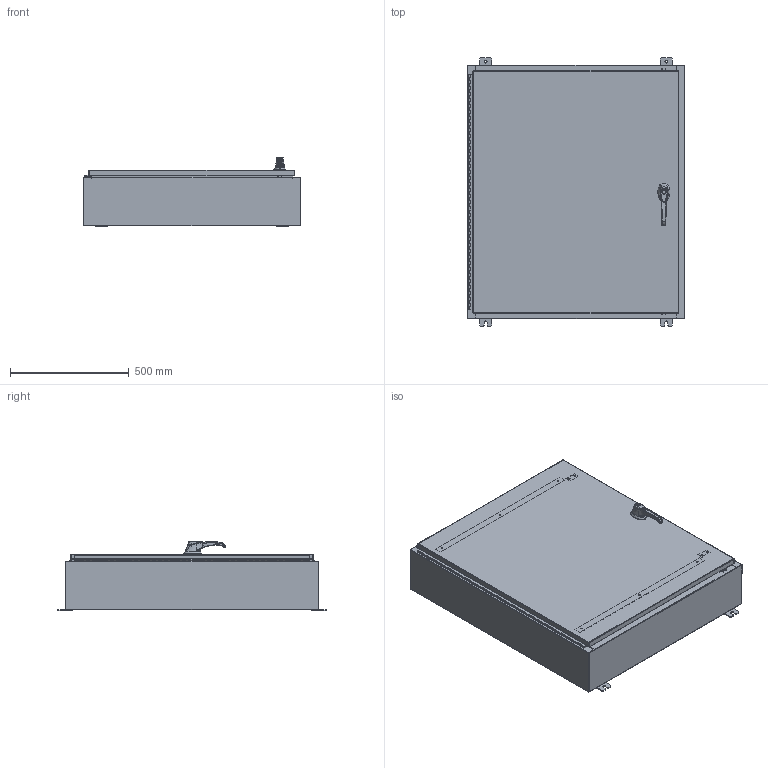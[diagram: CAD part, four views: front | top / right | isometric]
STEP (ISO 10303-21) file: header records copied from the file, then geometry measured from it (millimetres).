
FILE_DESCRIPTION (( 'STEP AP203' ), '1' );
FILE_NAME ('N42H3608SSWP3PT.STEP', '2014-01-31T16:10:20', ( 'changeme' ), ( 'Microsoft' ), 'SwSTEP 2.0', 'SolidWorks 2013', '' );
FILE_SCHEMA (( 'CONFIG_CONTROL_DESIGN' ));
Length unit declared in the file: inch
Products named in the file (29): N42H3608SSWP3PT Hinge Cover Side; N42H3608SSWP3PT; N42H3608SSWP3PT 263033_Industrilas; g26103103_26163303; N42H3608SSWP3PT 125 Pin Hinge; N42H3608SSWP3PT Defeater Handle - 3 - 2500-51 ZN; 033060_032151; N42H3608SSWP3PT Mounting Feet; NMP-SS-RODGUIDES; 297025; N42H3608SSWP3PT Enclosure Stiffener; N42H3608SSWP3PT Defeater Handle Rod; 012103_012102; N42H3608SSWP3PT Defeater Handle Stiffener; N42H3608SSWP3PT Cover; 00005309_G26103101; 26161102; N42H3608SSWP3PT Backpanel; N42H3608SSWP3PT Body; 2616310101; 297026; N42H3608SSWP3PT Mounting Studs; N42H3608SSWP3PT Bottom; 00005310_26163101; 21130102; N42H3608SSWP3PT Hinge Enclosure Side2; N42H3608SSWP3PT Top; 022151; 00005090
Assembly tree (43 placements, depth 4):
  N42H3608SSWP3PT
    N42H3608SSWP3PT Backpanel
    N42H3608SSWP3PT Mounting Studs  x8
    N42H3608SSWP3PT 125 Pin Hinge
      N42H3608SSWP3PT Hinge Enclosure Side2
      N42H3608SSWP3PT Hinge Cover Side
    N42H3608SSWP3PT Mounting Feet  x4
    N42H3608SSWP3PT Enclosure Stiffener  x2
    N42H3608SSWP3PT Defeater Handle Stiffener  x2
    N42H3608SSWP3PT 263033_Industrilas
      26161102
      297026
      21130102
      00005090
      g26103103_26163303
      033060_032151  x2
      297025
      012103_012102
      00005310_26163101
        00005309_G26103101
        2616310101
      022151
    N42H3608SSWP3PT Defeater Handle - 3 - 2500-51 ZN
    NMP-SS-RODGUIDES  x2
    N42H3608SSWP3PT Defeater Handle Rod  x2
    N42H3608SSWP3PT Cover
    N42H3608SSWP3PT Body
    N42H3608SSWP3PT Bottom
    N42H3608SSWP3PT Top
Bounding box: 914.4 x 1130.3 x 291.97 mm (x, y, z)
Volume: 8823010 mm3; surface area: 8582219.9 mm2
Topology: 39 solids, 41 shells, 3080 faces, 7692 edges, 4724 vertices
Faces by surface type: plane 1201, cylinder 1185, bspline 329, cone 301, torus 64
Entity records: 128370 total; most frequent: CARTESIAN_POINT 60952, ORIENTED_EDGE 13922, DIRECTION 12579, EDGE_CURVE 6962, AXIS2_PLACEMENT_3D 4564, VERTEX_POINT 4290, VECTOR 3451, LINE 3451
